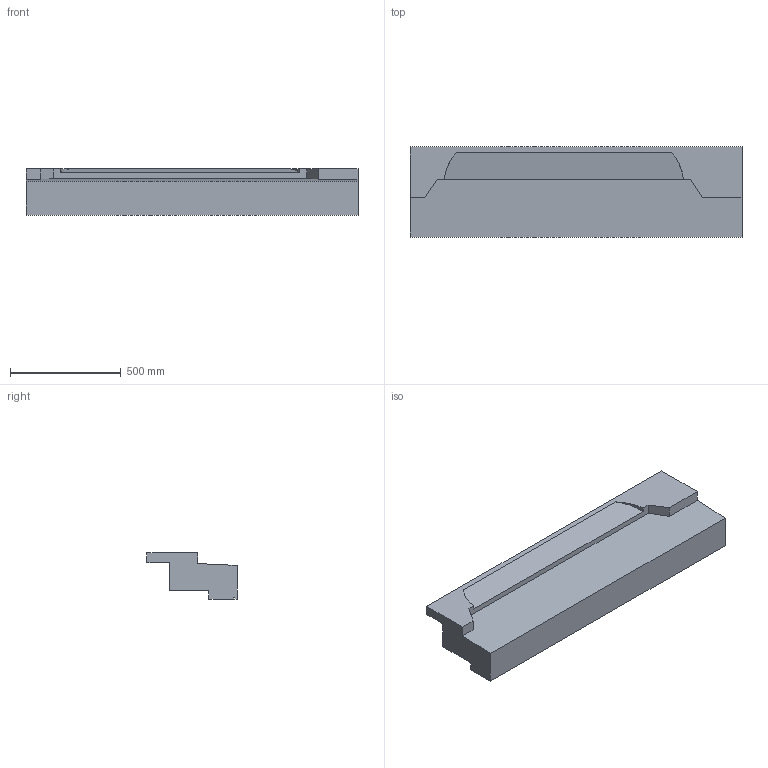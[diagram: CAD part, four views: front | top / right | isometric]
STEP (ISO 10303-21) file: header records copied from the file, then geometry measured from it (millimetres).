
FILE_DESCRIPTION(/* description */ (''),/* implementation_level */ '2;1');
FILE_NAME(/* name */ 'Screen sill K - 1.step',/* time_stamp */ '2022-10-14T09:16:54-05:00',/* author */ (''),/* organization */ (''),/* preprocessor_version */ 'ST-DEVELOPER v19',/* originating_system */ 'Autodesk Translation Framework v11.7.0.108',/* authorisation */ '');
FILE_SCHEMA (('AUTOMOTIVE_DESIGN { 1 0 10303 214 3 1 1 }'));
Length unit declared in the file: inch
Products named in the file (1): Screen sill K - 1
Bounding box: 1497.01 x 406.4 x 209.55 mm (x, y, z)
Volume: 72304586.1 mm3; surface area: 1937720.2 mm2
Topology: 1 solids, 1 shells, 23 faces, 63 edges, 42 vertices
Faces by surface type: plane 21, cylinder 2
Entity records: 756 total; most frequent: CARTESIAN_POINT 129, ORIENTED_EDGE 126, DIRECTION 115, EDGE_CURVE 63, LINE 59, VECTOR 59, VERTEX_POINT 42, AXIS2_PLACEMENT_3D 28
